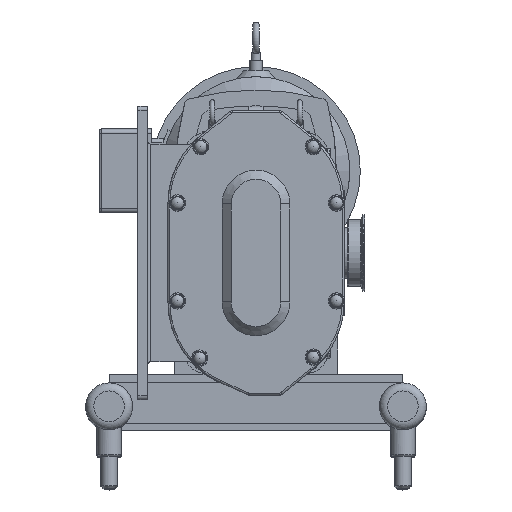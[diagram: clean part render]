
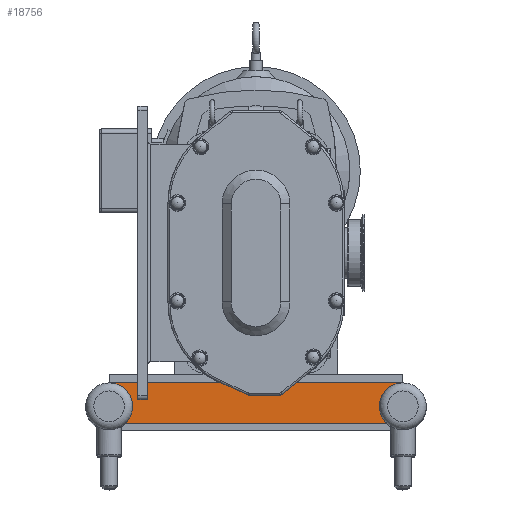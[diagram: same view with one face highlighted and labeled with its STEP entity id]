
A CAD part, top view. The second image highlights one B-rep face of the part: STEP entity #18756.
In plain terms, the highlighted planar face has unit normal (0, 0, 1).
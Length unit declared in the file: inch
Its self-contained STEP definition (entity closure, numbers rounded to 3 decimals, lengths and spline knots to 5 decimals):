
#633=LINE('',#28176,#2069);
#634=LINE('',#28179,#2070);
#635=LINE('',#28183,#2071);
#636=LINE('',#28186,#2072);
#2069=VECTOR('',#22191,0.3937);
#2070=VECTOR('',#22194,0.3937);
#2071=VECTOR('',#22197,0.3937);
#2072=VECTOR('',#22200,0.3937);
#3931=PLANE('',#19900);
#4480=FACE_OUTER_BOUND('',#5557,.T.);
#5557=EDGE_LOOP('',(#12967,#12968,#12969,#12970,#12971,#12972));
#6770=CIRCLE('',#19901,1.44);
#6771=CIRCLE('',#19902,1.44);
#8010=VERTEX_POINT('',#28169);
#8012=VERTEX_POINT('',#28174);
#8013=VERTEX_POINT('',#28178);
#8014=VERTEX_POINT('',#28180);
#8015=VERTEX_POINT('',#28182);
#8016=VERTEX_POINT('',#28184);
#9981=EDGE_CURVE('',#8010,#8012,#633,.T.);
#9982=EDGE_CURVE('',#8012,#8013,#634,.T.);
#9983=EDGE_CURVE('',#8013,#8014,#6770,.T.);
#9984=EDGE_CURVE('',#8014,#8015,#635,.T.);
#9985=EDGE_CURVE('',#8015,#8016,#6771,.T.);
#9986=EDGE_CURVE('',#8016,#8010,#636,.T.);
#12967=ORIENTED_EDGE('',*,*,#9981,.T.);
#12968=ORIENTED_EDGE('',*,*,#9982,.T.);
#12969=ORIENTED_EDGE('',*,*,#9983,.T.);
#12970=ORIENTED_EDGE('',*,*,#9984,.T.);
#12971=ORIENTED_EDGE('',*,*,#9985,.T.);
#12972=ORIENTED_EDGE('',*,*,#9986,.T.);
#18756=ADVANCED_FACE('',(#4480),#3931,.T.);
#19900=AXIS2_PLACEMENT_3D('',#28177,#22192,#22193);
#19901=AXIS2_PLACEMENT_3D('',#28181,#22195,#22196);
#19902=AXIS2_PLACEMENT_3D('',#28185,#22198,#22199);
#22191=DIRECTION('',(-1.,0.,0.));
#22192=DIRECTION('center_axis',(0.,0.,
1.));
#22193=DIRECTION('ref_axis',(1.,0.,0.));
#22194=DIRECTION('',(0.,-1.,0.));
#22195=DIRECTION('center_axis',(0.,0.,
-1.));
#22196=DIRECTION('ref_axis',(0.677,-0.736,0.));
#22197=DIRECTION('',(1.,0.,0.));
#22198=DIRECTION('center_axis',(0.,0.,
-1.));
#22199=DIRECTION('ref_axis',(-0.257,0.966,0.));
#22200=DIRECTION('',(0.,1.,0.));
#28169=CARTESIAN_POINT('',(8.6275,-7.95,-9.877));
#28174=CARTESIAN_POINT('',(-8.6225,-7.95,-9.877));
#28176=CARTESIAN_POINT('',(-0.00078,-7.95,-9.877));
#28177=CARTESIAN_POINT('Origin',(0.00093,-9.14383,
-9.877));
#28178=CARTESIAN_POINT('',(-8.6225,-7.99854,-9.877));
#28179=CARTESIAN_POINT('',(-8.6225,-7.99854,-9.877));
#28180=CARTESIAN_POINT('',(-8.02782,-10.4475,-9.877));
#28181=CARTESIAN_POINT('Origin',(-9.0025,-9.3875,-9.877));
#28182=CARTESIAN_POINT('',(8.02282,-10.4475,-9.877));
#28183=CARTESIAN_POINT('',(8.02282,-10.4475,-9.877));
#28184=CARTESIAN_POINT('',(8.6275,-7.99585,-9.877));
#28185=CARTESIAN_POINT('Origin',(8.9975,-9.3875,-9.877));
#28186=CARTESIAN_POINT('',(8.6275,-7.9475,-9.877));
